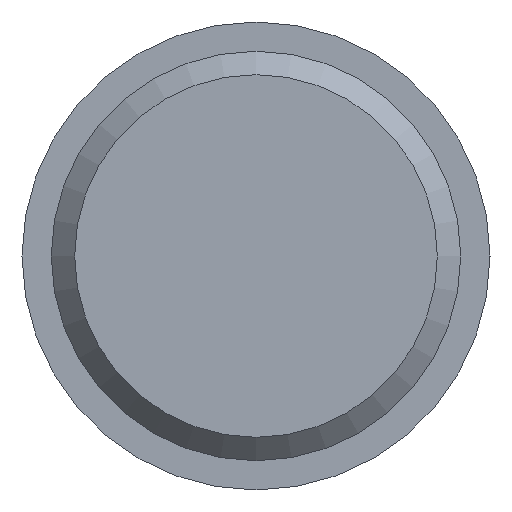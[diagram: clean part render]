
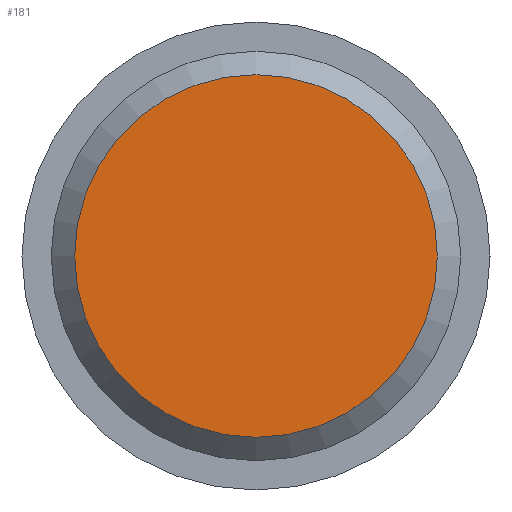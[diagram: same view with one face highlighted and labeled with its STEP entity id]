
A CAD part, left-side view. The second image highlights one B-rep face of the part: STEP entity #181.
In plain terms, the highlighted planar face has unit normal (-1, 0, 0).
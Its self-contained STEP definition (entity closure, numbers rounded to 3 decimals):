
#181=ADVANCED_FACE('',(#275),#276,.T.);
#275=FACE_OUTER_BOUND('',#348,.T.);
#276=PLANE('',#349);
#348=EDGE_LOOP('',(#444));
#349=AXIS2_PLACEMENT_3D('',#445,#446,#447);
#444=ORIENTED_EDGE('',*,*,#540,.T.);
#445=CARTESIAN_POINT('',(2231.5,1311.846,1054.921));
#446=DIRECTION('',(-1.0,0.,0.));
#447=DIRECTION('',(0.,-1.0,0.0));
#540=EDGE_CURVE('',#604,#604,#605,.T.);
#604=VERTEX_POINT('',#718);
#605=CIRCLE('',#719,15.5);
#718=CARTESIAN_POINT('',(2231.5,1311.846,1070.421));
#719=AXIS2_PLACEMENT_3D('',#781,#782,#783);
#781=CARTESIAN_POINT('',(2231.5,1311.846,1054.921));
#782=DIRECTION('',(-1.0,0.,0.));
#783=DIRECTION('',(0.,0.0,1.0));
